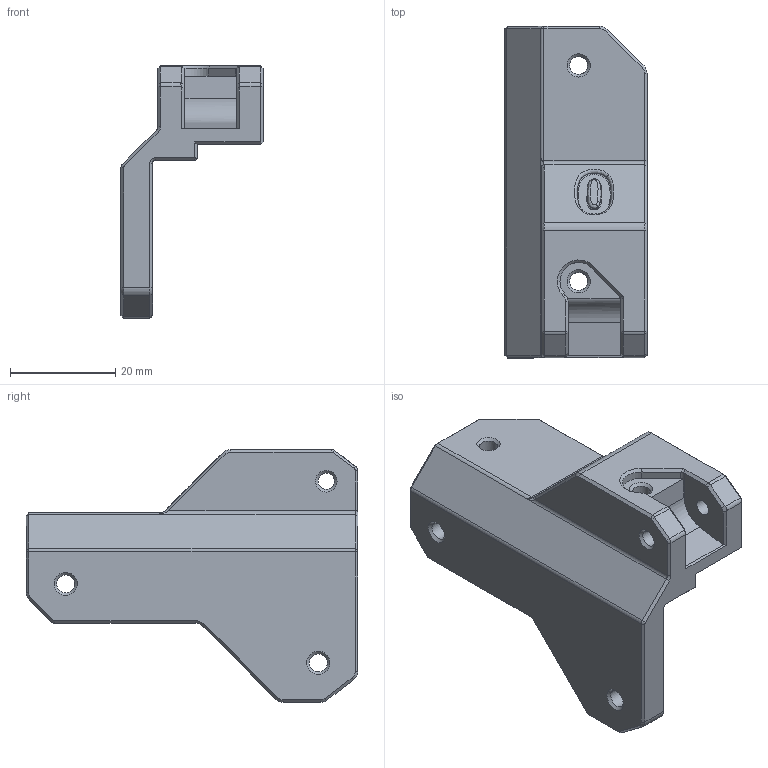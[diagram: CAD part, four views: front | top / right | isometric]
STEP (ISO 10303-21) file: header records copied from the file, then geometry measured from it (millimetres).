
FILE_DESCRIPTION(/* description */ (''),/* implementation_level */ '2;1');
FILE_NAME(/* name */ 'Hinge_panel_left.step',/* time_stamp */ '2023-02-27T12:14:00+04:00',/* author */ (''),/* organization */ (''),/* preprocessor_version */ 'ST-DEVELOPER v19.2',/* originating_system */ 'Autodesk Translation Framework v11.17.0.187',/* authorisation */ '');
FILE_SCHEMA (('AUTOMOTIVE_DESIGN { 1 0 10303 214 3 1 1 }'));
Length unit declared in the file: millimetre
Products named in the file (1): Hinge_panel_left
Bounding box: 27 x 63 x 48 mm (x, y, z)
Volume: 17584.2 mm3; surface area: 8142.5 mm2
Topology: 1 solids, 1 shells, 187 faces, 474 edges, 283 vertices
Faces by surface type: plane 97, cone 42, cylinder 34, bspline 14
Full cylindrical faces by diameter (mm): 3.1 x2, 3.4 x4
Entity records: 7560 total; most frequent: CARTESIAN_POINT 3091, ORIENTED_EDGE 940, DIRECTION 900, EDGE_CURVE 470, LINE 314, VECTOR 314, AXIS2_PLACEMENT_3D 293, VERTEX_POINT 283
